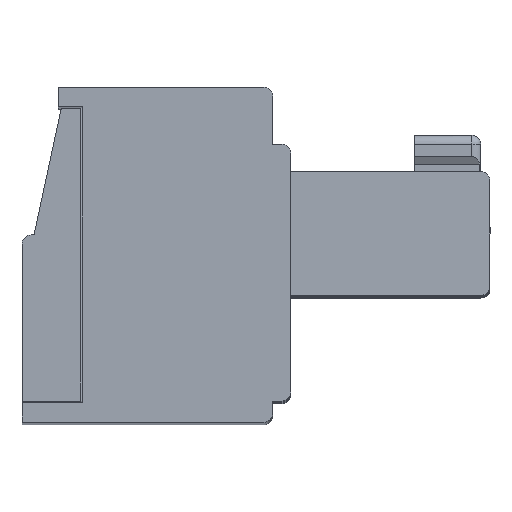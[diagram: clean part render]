
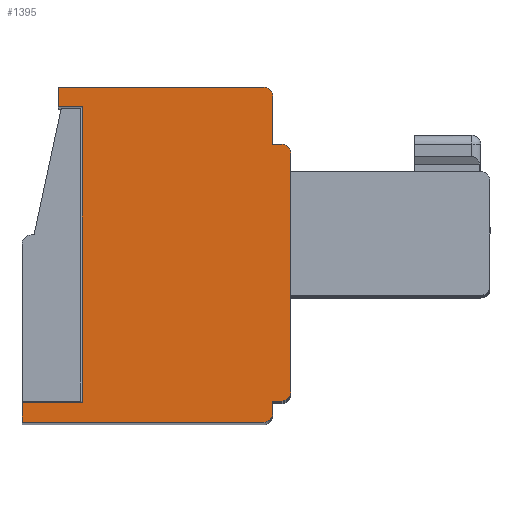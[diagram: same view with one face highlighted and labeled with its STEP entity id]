
A CAD part, top view. The second image highlights one B-rep face of the part: STEP entity #1395.
In plain terms, the highlighted planar face has unit normal (0, 0, 1).
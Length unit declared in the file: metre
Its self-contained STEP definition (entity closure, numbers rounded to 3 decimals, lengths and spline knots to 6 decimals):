
#1395=ADVANCED_FACE('',(#3937),#3938,.F.);
#3937=FACE_OUTER_BOUND('',#7782,.T.);
#3938=PLANE('',#7783);
#7782=EDGE_LOOP('',(#12018,#12019,#12020,#12021,#12022,#12023,#12024,#12025,#12026,#12027,#12028,#12029,#12030,#12031,#12032,#12033));
#7783=AXIS2_PLACEMENT_3D('',#12034,#12035,#12036);
#12018=ORIENTED_EDGE('',*,*,#22843,.T.);
#12019=ORIENTED_EDGE('',*,*,#22844,.T.);
#12020=ORIENTED_EDGE('',*,*,#22845,.T.);
#12021=ORIENTED_EDGE('',*,*,#22840,.T.);
#12022=ORIENTED_EDGE('',*,*,#22846,.T.);
#12023=ORIENTED_EDGE('',*,*,#22847,.F.);
#12024=ORIENTED_EDGE('',*,*,#22848,.T.);
#12025=ORIENTED_EDGE('',*,*,#22849,.T.);
#12026=ORIENTED_EDGE('',*,*,#22850,.T.);
#12027=ORIENTED_EDGE('',*,*,#22851,.T.);
#12028=ORIENTED_EDGE('',*,*,#22852,.T.);
#12029=ORIENTED_EDGE('',*,*,#22853,.T.);
#12030=ORIENTED_EDGE('',*,*,#22854,.T.);
#12031=ORIENTED_EDGE('',*,*,#22855,.F.);
#12032=ORIENTED_EDGE('',*,*,#22856,.T.);
#12033=ORIENTED_EDGE('',*,*,#22857,.T.);
#12034=CARTESIAN_POINT('',(0.013673,0.00851,0.044633));
#12035=DIRECTION('',(0.,0.,-1.0));
#12036=DIRECTION('',(0.0,-1.0,0.));
#22840=EDGE_CURVE('',#27390,#27388,#27391,.T.);
#22843=EDGE_CURVE('',#27394,#27395,#27396,.T.);
#22844=EDGE_CURVE('',#27395,#27397,#27398,.T.);
#22845=EDGE_CURVE('',#27397,#27390,#27399,.T.);
#22846=EDGE_CURVE('',#27388,#27400,#27401,.T.);
#22847=EDGE_CURVE('',#27402,#27400,#27403,.T.);
#22848=EDGE_CURVE('',#27402,#27404,#27405,.T.);
#22849=EDGE_CURVE('',#27404,#27406,#27407,.T.);
#22850=EDGE_CURVE('',#27406,#27408,#27409,.T.);
#22851=EDGE_CURVE('',#27408,#27410,#27411,.T.);
#22852=EDGE_CURVE('',#27410,#27412,#27413,.T.);
#22853=EDGE_CURVE('',#27412,#27414,#27415,.T.);
#22854=EDGE_CURVE('',#27414,#27416,#27417,.T.);
#22855=EDGE_CURVE('',#27418,#27416,#27419,.T.);
#22856=EDGE_CURVE('',#27418,#27420,#27421,.T.);
#22857=EDGE_CURVE('',#27420,#27394,#27422,.T.);
#27388=VERTEX_POINT('',#34131);
#27390=VERTEX_POINT('',#34134);
#27391=LINE('',#34135,#34136);
#27394=VERTEX_POINT('',#34140);
#27395=VERTEX_POINT('',#34141);
#27396=LINE('',#34142,#34143);
#27397=VERTEX_POINT('',#34144);
#27398=CIRCLE('',#34145,0.0003);
#27399=LINE('',#34146,#34147);
#27400=VERTEX_POINT('',#34148);
#27401=CIRCLE('',#34149,0.0003);
#27402=VERTEX_POINT('',#34150);
#27403=LINE('',#34151,#34152);
#27404=VERTEX_POINT('',#34153);
#27405=CIRCLE('',#34154,0.0003);
#27406=VERTEX_POINT('',#34155);
#27407=LINE('',#34156,#34157);
#27408=VERTEX_POINT('',#34158);
#27409=LINE('',#34159,#34160);
#27410=VERTEX_POINT('',#34161);
#27411=CIRCLE('',#34162,0.0003);
#27412=VERTEX_POINT('',#34163);
#27413=LINE('',#34164,#34165);
#27414=VERTEX_POINT('',#34166);
#27415=LINE('',#34167,#34168);
#27416=VERTEX_POINT('',#34169);
#27417=LINE('',#34170,#34171);
#27418=VERTEX_POINT('',#34172);
#27419=LINE('',#34173,#34174);
#27420=VERTEX_POINT('',#34175);
#27421=LINE('',#34176,#34177);
#27422=LINE('',#34178,#34179);
#34131=CARTESIAN_POINT('',(0.007073,0.00121,0.044633));
#34134=CARTESIAN_POINT('',(0.006773,0.00121,0.044633));
#34135=CARTESIAN_POINT('',(0.013673,0.00121,0.044633));
#34136=VECTOR('',#43064,1.0);
#34140=CARTESIAN_POINT('',(-0.001527,0.00051,0.044633));
#34141=CARTESIAN_POINT('',(0.006473,0.00051,0.044633));
#34142=CARTESIAN_POINT('',(0.013673,0.00051,0.044633));
#34143=VECTOR('',#43066,1.0);
#34144=CARTESIAN_POINT('',(0.006773,0.00081,0.044633));
#34145=AXIS2_PLACEMENT_3D('',#43067,#43068,#43069);
#34146=CARTESIAN_POINT('',(0.006773,0.00851,0.044633));
#34147=VECTOR('',#43070,1.0);
#34148=CARTESIAN_POINT('',(0.007373,0.00151,0.044633));
#34149=AXIS2_PLACEMENT_3D('',#43071,#43072,#43073);
#34150=CARTESIAN_POINT('',(0.007373,0.00941,0.044633));
#34151=CARTESIAN_POINT('',(0.007373,0.00941,0.044633));
#34152=VECTOR('',#43074,1.0);
#34153=CARTESIAN_POINT('',(0.007073,0.00971,0.044633));
#34154=AXIS2_PLACEMENT_3D('',#43075,#43076,#43077);
#34155=CARTESIAN_POINT('',(0.006773,0.00971,0.044633));
#34156=CARTESIAN_POINT('',(0.006773,0.00971,0.044633));
#34157=VECTOR('',#43078,1.0);
#34158=CARTESIAN_POINT('',(0.006773,0.01131,0.044633));
#34159=CARTESIAN_POINT('',(0.006773,0.00851,0.044633));
#34160=VECTOR('',#43079,1.0);
#34161=CARTESIAN_POINT('',(0.006473,0.01161,0.044633));
#34162=AXIS2_PLACEMENT_3D('',#43080,#43081,#43082);
#34163=CARTESIAN_POINT('',(-0.000327,0.01161,0.044633));
#34164=CARTESIAN_POINT('',(0.013673,0.01161,0.044633));
#34165=VECTOR('',#43083,1.0);
#34166=CARTESIAN_POINT('',(-0.000327,0.01096,0.044633));
#34167=CARTESIAN_POINT('',(-0.000327,0.00851,0.044633));
#34168=VECTOR('',#43084,1.0);
#34169=CARTESIAN_POINT('',(0.000473,0.01096,0.044633));
#34170=CARTESIAN_POINT('',(0.013673,0.01096,0.044633));
#34171=VECTOR('',#43085,1.0);
#34172=CARTESIAN_POINT('',(0.000473,0.00116,0.044633));
#34173=CARTESIAN_POINT('',(0.000473,0.00116,0.044633));
#34174=VECTOR('',#43086,1.0);
#34175=CARTESIAN_POINT('',(-0.001527,0.00116,0.044633));
#34176=CARTESIAN_POINT('',(0.013673,0.00116,0.044633));
#34177=VECTOR('',#43087,1.0);
#34178=CARTESIAN_POINT('',(-0.001527,0.00851,0.044633));
#34179=VECTOR('',#43088,1.0);
#43064=DIRECTION('',(1.0,0.,0.));
#43066=DIRECTION('',(1.0,0.,0.));
#43067=CARTESIAN_POINT('',(0.006473,0.00081,0.044633));
#43068=DIRECTION('',(0.,0.,1.0));
#43069=DIRECTION('',(-1.0,0.,0.));
#43070=DIRECTION('',(0.,1.0,0.));
#43071=CARTESIAN_POINT('',(0.007073,0.00151,0.044633));
#43072=DIRECTION('',(0.,0.,1.0));
#43073=DIRECTION('',(-1.0,0.,0.));
#43074=DIRECTION('',(0.,-1.0,0.0));
#43075=CARTESIAN_POINT('',(0.007073,0.00941,0.044633));
#43076=DIRECTION('',(0.,0.,1.0));
#43077=DIRECTION('',(-1.0,0.0,0.));
#43078=DIRECTION('',(-1.0,0.,0.));
#43079=DIRECTION('',(0.,1.0,0.));
#43080=CARTESIAN_POINT('',(0.006473,0.01131,0.044633));
#43081=DIRECTION('',(0.,0.,1.0));
#43082=DIRECTION('',(-1.0,0.,0.));
#43083=DIRECTION('',(-1.0,0.,0.));
#43084=DIRECTION('',(0.,-1.0,0.));
#43085=DIRECTION('',(1.0,0.,0.));
#43086=DIRECTION('',(0.,1.0,0.0));
#43087=DIRECTION('',(-1.0,0.,0.));
#43088=DIRECTION('',(0.,-1.0,0.));
